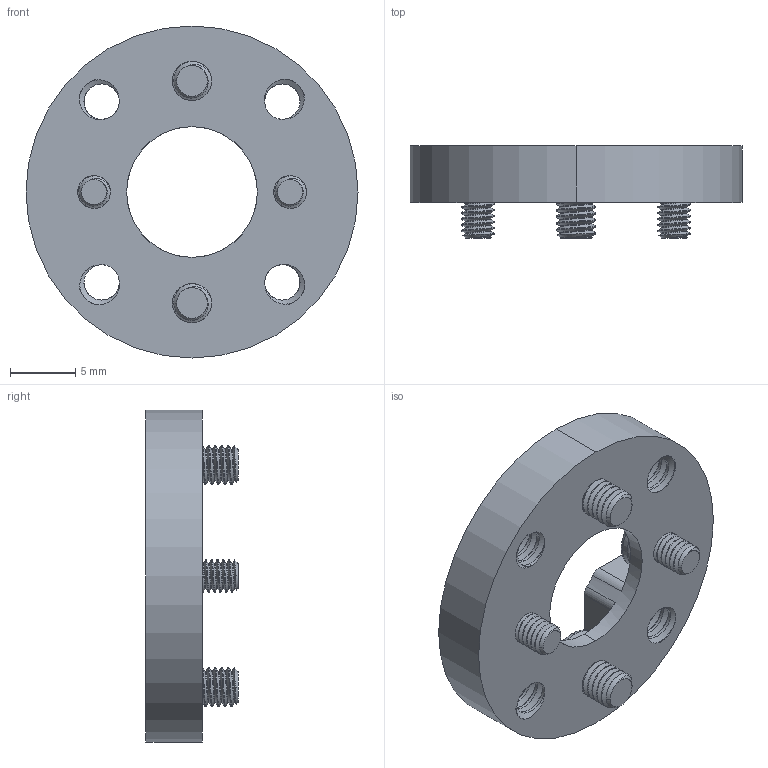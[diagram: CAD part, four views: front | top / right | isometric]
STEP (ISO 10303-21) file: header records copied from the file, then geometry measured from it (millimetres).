
FILE_DESCRIPTION (( 'STEP AP203' ), '1' );
FILE_NAME ('555104 assembly.STEP', '2016-08-18T20:20:34', ( '' ), ( '' ), 'SwSTEP 2.0', 'SolidWorks 2014', '' );
FILE_SCHEMA (( 'CONFIG_CONTROL_DESIGN' ));
Length unit declared in the file: inch
Products named in the file (4): 555104; 555104 assembly; 92005A112_92005A112; 92005A056_92005A056
Assembly tree (5 placements, depth 2):
  555104 assembly
    555104
    92005A056_92005A056  x2
    92005A112_92005A112  x2
Bounding box: 25.4 x 7.05 x 25.4 mm (x, y, z)
Volume: 1518.6 mm3; surface area: 2195.5 mm2
Topology: 5 solids, 5 shells, 469 faces, 1349 edges, 894 vertices
Faces by surface type: cylinder 303, plane 90, cone 32, bspline 20, torus 16, sphere 8
Entity records: 16899 total; most frequent: CARTESIAN_POINT 9326, ORIENTED_EDGE 1778, DIRECTION 1277, EDGE_CURVE 889, VERTEX_POINT 590, AXIS2_PLACEMENT_3D 492, EDGE_LOOP 327, FACE_OUTER_BOUND 307
